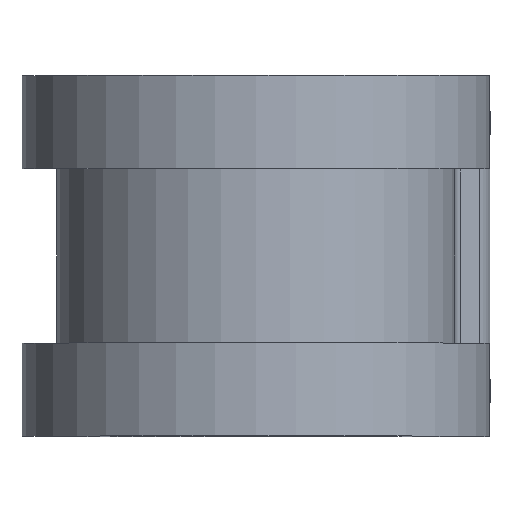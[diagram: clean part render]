
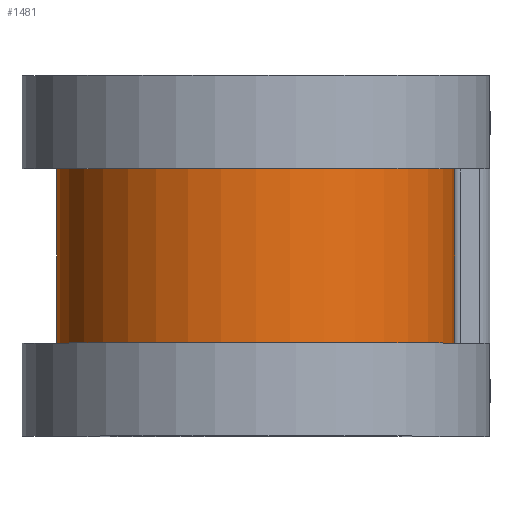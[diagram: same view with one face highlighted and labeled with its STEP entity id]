
A CAD part, top view. The second image highlights one B-rep face of the part: STEP entity #1481.
In plain terms, the highlighted cylindrical face has radius 8.687 mm (diameter 17.374 mm), a partial arc.
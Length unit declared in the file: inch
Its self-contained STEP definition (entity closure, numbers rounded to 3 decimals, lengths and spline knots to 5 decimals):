
#131 = ORIENTED_EDGE ( 'NONE', *, *, #502, .F. ) ;
#188 = CARTESIAN_POINT ( 'NONE',  ( 0.342, 0.25, 0. ) ) ;
#205 = CARTESIAN_POINT ( 'NONE',  ( 0., 0.25, -0.342 ) ) ;
#220 = DIRECTION ( 'NONE',  ( 0., -1., 0. ) ) ;
#268 = VERTEX_POINT ( 'NONE', #1401 ) ;
#330 = VERTEX_POINT ( 'NONE', #1006 ) ;
#331 = ORIENTED_EDGE ( 'NONE', *, *, #575, .F. ) ;
#359 = CARTESIAN_POINT ( 'NONE',  ( 0., 0.25, 0. ) ) ;
#363 = AXIS2_PLACEMENT_3D ( 'NONE', #610, #1497, #1601 ) ;
#439 = AXIS2_PLACEMENT_3D ( 'NONE', #359, #1756, #1352 ) ;
#502 = EDGE_CURVE ( 'NONE', #268, #330, #1422, .T. ) ;
#560 = EDGE_LOOP ( 'NONE', ( #131, #1492, #1116, #331 ) ) ;
#575 = EDGE_CURVE ( 'NONE', #330, #757, #1385, .T. ) ;
#606 = VERTEX_POINT ( 'NONE', #1376 ) ;
#610 = CARTESIAN_POINT ( 'NONE',  ( 0., 0.15, 0. ) ) ;
#659 = FACE_OUTER_BOUND ( 'NONE', #560, .T. ) ;
#757 = VERTEX_POINT ( 'NONE', #874 ) ;
#758 = CYLINDRICAL_SURFACE ( 'NONE', #439, 0.342 ) ;
#840 = EDGE_CURVE ( 'NONE', #606, #757, #845, .T. ) ;
#843 = VECTOR ( 'NONE', #220, 39.37008 ) ;
#845 = LINE ( 'NONE', #205, #843 ) ;
#874 = CARTESIAN_POINT ( 'NONE',  ( 0., -0.15, -0.342 ) ) ;
#903 = DIRECTION ( 'NONE',  ( 0., -1., 0. ) ) ;
#966 = EDGE_CURVE ( 'NONE', #268, #606, #1463, .T. ) ;
#1006 = CARTESIAN_POINT ( 'NONE',  ( 0.342, -0.15, 0. ) ) ;
#1116 = ORIENTED_EDGE ( 'NONE', *, *, #840, .T. ) ;
#1142 = DIRECTION ( 'NONE',  ( 0., 0., -1. ) ) ;
#1283 = DIRECTION ( 'NONE',  ( 0., -1., 0. ) ) ;
#1289 = CARTESIAN_POINT ( 'NONE',  ( 0., -0.15, 0. ) ) ;
#1352 = DIRECTION ( 'NONE',  ( 0., 0., -1. ) ) ;
#1376 = CARTESIAN_POINT ( 'NONE',  ( 0., 0.15, -0.342 ) ) ;
#1385 = CIRCLE ( 'NONE', #1562, 0.342 ) ;
#1401 = CARTESIAN_POINT ( 'NONE',  ( 0.342, 0.15, 0. ) ) ;
#1422 = LINE ( 'NONE', #188, #1423 ) ;
#1423 = VECTOR ( 'NONE', #903, 39.37008 ) ;
#1463 = CIRCLE ( 'NONE', #363, 0.342 ) ;
#1481 = ADVANCED_FACE ( 'NONE', ( #659 ), #758, .T. ) ;
#1492 = ORIENTED_EDGE ( 'NONE', *, *, #966, .T. ) ;
#1497 = DIRECTION ( 'NONE',  ( 0., -1., 0. ) ) ;
#1562 = AXIS2_PLACEMENT_3D ( 'NONE', #1289, #1283, #1142 ) ;
#1601 = DIRECTION ( 'NONE',  ( 0., 0., -1. ) ) ;
#1756 = DIRECTION ( 'NONE',  ( 0., -1., 0. ) ) ;
